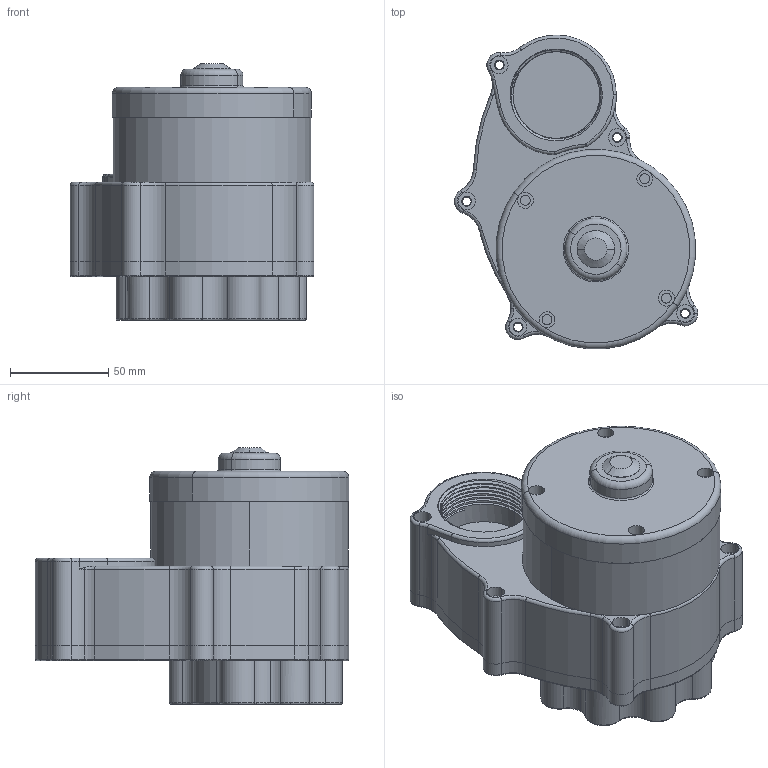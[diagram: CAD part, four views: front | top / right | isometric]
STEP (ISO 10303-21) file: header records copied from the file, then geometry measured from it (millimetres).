
FILE_DESCRIPTION (( 'STEP AP203' ), '1' );
FILE_NAME ('WP753_4Website_020821.STEP', '2021-02-09T01:02:54', ( '' ), ( '' ), 'SwSTEP 2.0', 'SolidWorks 2020', '' );
FILE_SCHEMA (( 'CONFIG_CONTROL_DESIGN' ));
Length unit declared in the file: inch
Products named in the file (6): wpp0055 Blank; MOTOR CAP Blank; wpp0056 Blank; INSPECTION PLUG Blank; MAGNET RING Blank; WP753_4Website_020821
Assembly tree (5 placements, depth 2):
  WP753_4Website_020821
    wpp0055 Blank
    MAGNET RING Blank
    MOTOR CAP Blank
    INSPECTION PLUG Blank
    wpp0056 Blank
Bounding box: 123.79 x 159.61 x 130.53 mm (x, y, z)
Volume: 1030703.7 mm3; surface area: 152933.5 mm2
Topology: 5 solids, 5 shells, 346 faces, 825 edges, 517 vertices
Faces by surface type: cylinder 195, torus 81, plane 43, cone 21, bspline 4, sphere 2
Entity records: 14444 total; most frequent: CARTESIAN_POINT 5461, DIRECTION 1972, ORIENTED_EDGE 1646, AXIS2_PLACEMENT_3D 874, EDGE_CURVE 823, CIRCLE 524, VERTEX_POINT 516, EDGE_LOOP 405
